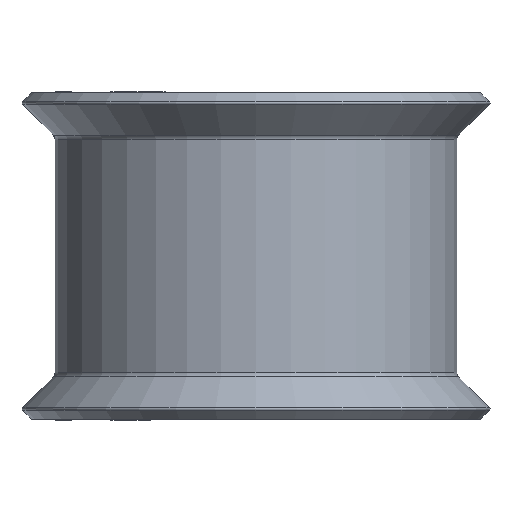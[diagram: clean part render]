
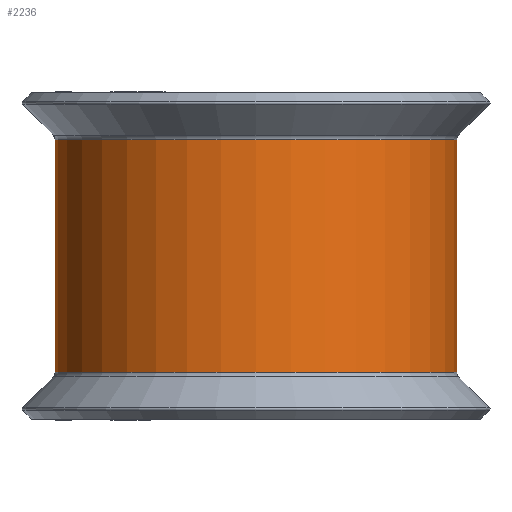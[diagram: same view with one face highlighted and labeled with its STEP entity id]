
A CAD part, front view. The second image highlights one B-rep face of the part: STEP entity #2236.
In plain terms, the highlighted cylindrical face has radius 7.772 mm (diameter 15.545 mm), a partial arc.
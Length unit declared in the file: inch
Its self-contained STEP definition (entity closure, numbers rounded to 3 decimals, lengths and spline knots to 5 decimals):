
#11 = EDGE_CURVE ( 'NONE', #2643, #884, #2246, .T. ) ;
#235 = DIRECTION ( 'NONE',  ( 0., 0., -1. ) ) ;
#267 = LINE ( 'NONE', #1937, #1560 ) ;
#449 = DIRECTION ( 'NONE',  ( 0., 0., -1. ) ) ;
#482 = CIRCLE ( 'NONE', #568, 0.306 ) ;
#494 = ORIENTED_EDGE ( 'NONE', *, *, #11, .T. ) ;
#506 = CARTESIAN_POINT ( 'NONE',  ( 0.281, -0.35, 0.25 ) ) ;
#525 = CYLINDRICAL_SURFACE ( 'NONE', #852, 0.306 ) ;
#568 = AXIS2_PLACEMENT_3D ( 'NONE', #1390, #3090, #1627 ) ;
#615 = DIRECTION ( 'NONE',  ( 0., 0., -1. ) ) ;
#699 = VERTEX_POINT ( 'NONE', #1865 ) ;
#751 = DIRECTION ( 'NONE',  ( 0., 0., -1. ) ) ;
#852 = AXIS2_PLACEMENT_3D ( 'NONE', #3122, #449, #2150 ) ;
#884 = VERTEX_POINT ( 'NONE', #1438 ) ;
#895 = EDGE_CURVE ( 'NONE', #884, #1237, #267, .T. ) ;
#910 = LINE ( 'NONE', #506, #2126 ) ;
#1027 = ORIENTED_EDGE ( 'NONE', *, *, #895, .T. ) ;
#1168 = AXIS2_PLACEMENT_3D ( 'NONE', #3041, #615, #1589 ) ;
#1237 = VERTEX_POINT ( 'NONE', #1803 ) ;
#1390 = CARTESIAN_POINT ( 'NONE',  ( 0.281, -0.656, -0.17722 ) ) ;
#1438 = CARTESIAN_POINT ( 'NONE',  ( -0.025, -0.656, 0.17722 ) ) ;
#1515 = EDGE_CURVE ( 'NONE', #2643, #699, #910, .T. ) ;
#1560 = VECTOR ( 'NONE', #235, 39.37008 ) ;
#1575 = CARTESIAN_POINT ( 'NONE',  ( 0.281, -0.35, 0.17722 ) ) ;
#1589 = DIRECTION ( 'NONE',  ( -1., 0., 0. ) ) ;
#1627 = DIRECTION ( 'NONE',  ( -1., 0., 0. ) ) ;
#1643 = EDGE_LOOP ( 'NONE', ( #1027, #1695, #2681, #494 ) ) ;
#1695 = ORIENTED_EDGE ( 'NONE', *, *, #3057, .F. ) ;
#1803 = CARTESIAN_POINT ( 'NONE',  ( -0.025, -0.656, -0.17722 ) ) ;
#1824 = FACE_OUTER_BOUND ( 'NONE', #1643, .T. ) ;
#1865 = CARTESIAN_POINT ( 'NONE',  ( 0.281, -0.35, -0.17722 ) ) ;
#1937 = CARTESIAN_POINT ( 'NONE',  ( -0.025, -0.656, 0.25 ) ) ;
#2126 = VECTOR ( 'NONE', #751, 39.37008 ) ;
#2150 = DIRECTION ( 'NONE',  ( -1., 0., 0. ) ) ;
#2236 = ADVANCED_FACE ( 'NONE', ( #1824 ), #525, .T. ) ;
#2246 = CIRCLE ( 'NONE', #1168, 0.306 ) ;
#2643 = VERTEX_POINT ( 'NONE', #1575 ) ;
#2681 = ORIENTED_EDGE ( 'NONE', *, *, #1515, .F. ) ;
#3041 = CARTESIAN_POINT ( 'NONE',  ( 0.281, -0.656, 0.17722 ) ) ;
#3057 = EDGE_CURVE ( 'NONE', #699, #1237, #482, .T. ) ;
#3090 = DIRECTION ( 'NONE',  ( 0., 0., -1. ) ) ;
#3122 = CARTESIAN_POINT ( 'NONE',  ( 0.281, -0.656, 0.25 ) ) ;
